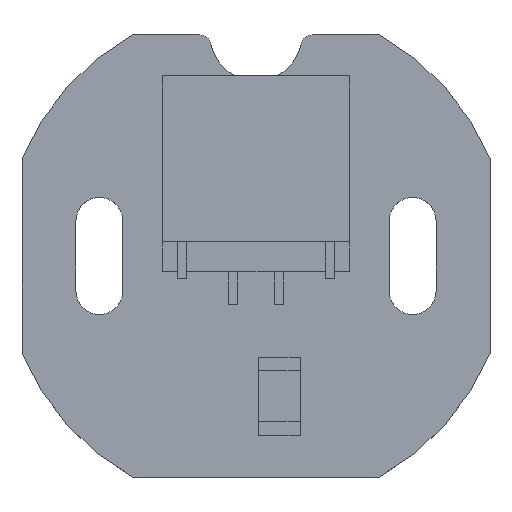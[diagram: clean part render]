
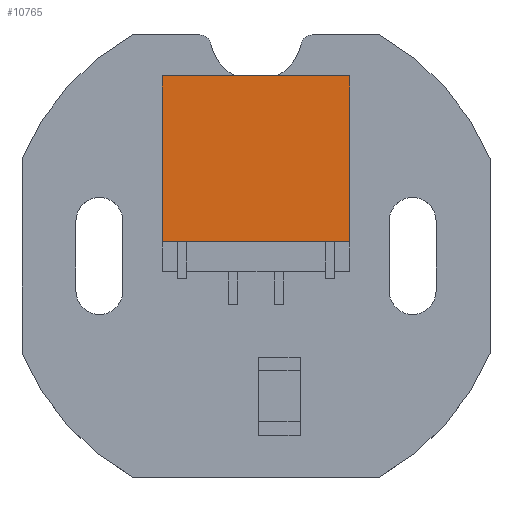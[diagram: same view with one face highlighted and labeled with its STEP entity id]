
A CAD part, top view. The second image highlights one B-rep face of the part: STEP entity #10765.
In plain terms, the highlighted planar face has unit normal (0, 0, 1).
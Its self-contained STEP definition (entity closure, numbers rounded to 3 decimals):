
#130 = DIRECTION ( 'NONE',  ( 1., 0., 0. ) ) ;
#555 = VECTOR ( 'NONE', #21120, 1000. ) ;
#2222 = DIRECTION ( 'NONE',  ( 0., -1., 0. ) ) ;
#2565 = ORIENTED_EDGE ( 'NONE', *, *, #23105, .T. ) ;
#3287 = CARTESIAN_POINT ( 'NONE',  ( 2.03, 0.303, 3.747 ) ) ;
#3534 = LINE ( 'NONE', #27676, #24683 ) ;
#6399 = DIRECTION ( 'NONE',  ( 0., -1., 0. ) ) ;
#6942 = ORIENTED_EDGE ( 'NONE', *, *, #15354, .F. ) ;
#7567 = LINE ( 'NONE', #25301, #555 ) ;
#7785 = VERTEX_POINT ( 'NONE', #9649 ) ;
#9649 = CARTESIAN_POINT ( 'NONE',  ( -2.03, 3.903, 3.747 ) ) ;
#10222 = CARTESIAN_POINT ( 'NONE',  ( -2.03, 3.903, 3.747 ) ) ;
#10504 = VERTEX_POINT ( 'NONE', #3287 ) ;
#10765 = ADVANCED_FACE ( 'NONE', ( #19850 ), #25952, .F. ) ;
#10935 = CARTESIAN_POINT ( 'NONE',  ( 6., -0.347, 3.747 ) ) ;
#12574 = VECTOR ( 'NONE', #130, 1000. ) ;
#13219 = DIRECTION ( 'NONE',  ( 0., 0., -1. ) ) ;
#13663 = ORIENTED_EDGE ( 'NONE', *, *, #14336, .F. ) ;
#13928 = EDGE_LOOP ( 'NONE', ( #13663, #21417, #6942, #2565 ) ) ;
#14336 = EDGE_CURVE ( 'NONE', #10504, #19579, #7567, .T. ) ;
#15354 = EDGE_CURVE ( 'NONE', #7785, #25850, #15397, .T. ) ;
#15397 = LINE ( 'NONE', #24282, #12574 ) ;
#17138 = AXIS2_PLACEMENT_3D ( 'NONE', #10935, #13219, #2222 ) ;
#18568 = VECTOR ( 'NONE', #6399, 1000. ) ;
#19579 = VERTEX_POINT ( 'NONE', #28641 ) ;
#19850 = FACE_OUTER_BOUND ( 'NONE', #13928, .T. ) ;
#21120 = DIRECTION ( 'NONE',  ( -1., 0., 0. ) ) ;
#21417 = ORIENTED_EDGE ( 'NONE', *, *, #24171, .F. ) ;
#23105 = EDGE_CURVE ( 'NONE', #7785, #19579, #26349, .T. ) ;
#24171 = EDGE_CURVE ( 'NONE', #25850, #10504, #3534, .T. ) ;
#24185 = CARTESIAN_POINT ( 'NONE',  ( 2.03, 3.903, 3.747 ) ) ;
#24282 = CARTESIAN_POINT ( 'NONE',  ( 6., 3.903, 3.747 ) ) ;
#24683 = VECTOR ( 'NONE', #25657, 1000. ) ;
#25301 = CARTESIAN_POINT ( 'NONE',  ( 6.03, 0.303, 3.747 ) ) ;
#25657 = DIRECTION ( 'NONE',  ( 0., -1., 0. ) ) ;
#25850 = VERTEX_POINT ( 'NONE', #24185 ) ;
#25952 = PLANE ( 'NONE',  #17138 ) ;
#26349 = LINE ( 'NONE', #10222, #18568 ) ;
#27676 = CARTESIAN_POINT ( 'NONE',  ( 2.03, 3.903, 3.747 ) ) ;
#28641 = CARTESIAN_POINT ( 'NONE',  ( -2.03, 0.303, 3.747 ) ) ;
